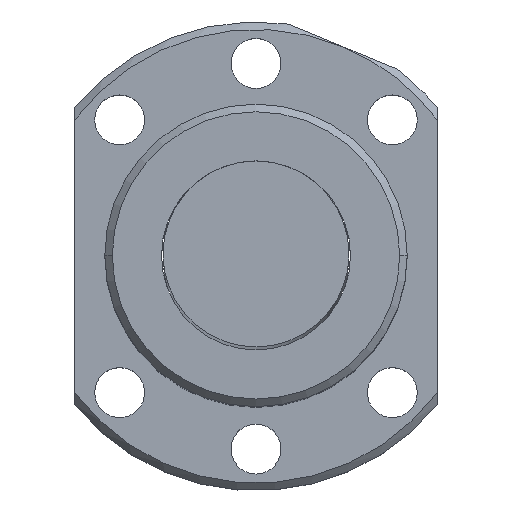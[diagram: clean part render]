
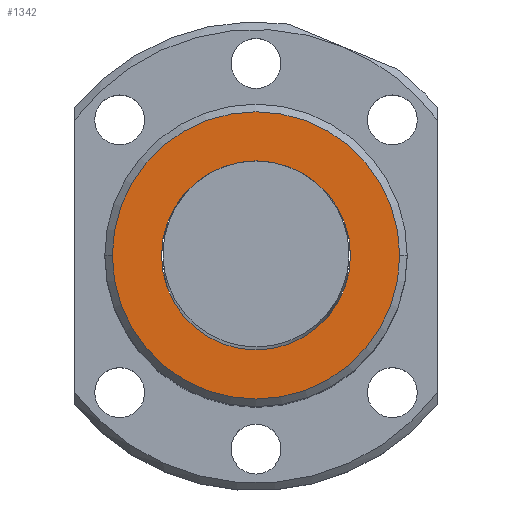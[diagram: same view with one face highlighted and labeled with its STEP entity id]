
A CAD part, top view. The second image highlights one B-rep face of the part: STEP entity #1342.
In plain terms, the highlighted face is planar.
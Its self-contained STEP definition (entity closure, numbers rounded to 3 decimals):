
#33 = CARTESIAN_POINT ( 'NONE',  ( 0., 0., -80. ) ) ;
#36 = ORIENTED_EDGE ( 'NONE', *, *, #1367, .F. ) ;
#76 = AXIS2_PLACEMENT_3D ( 'NONE', #1289, #1287, #1285 ) ;
#131 = VERTEX_POINT ( 'NONE', #513 ) ;
#167 = ORIENTED_EDGE ( 'NONE', *, *, #1502, .F. ) ;
#194 = EDGE_LOOP ( 'NONE', ( #167, #657 ) ) ;
#201 = VERTEX_POINT ( 'NONE', #1146 ) ;
#338 = EDGE_LOOP ( 'NONE', ( #36, #1010 ) ) ;
#508 = CARTESIAN_POINT ( 'NONE',  ( 12.5, 0., -80. ) ) ;
#513 = CARTESIAN_POINT ( 'NONE',  ( -12.5, 0., -80. ) ) ;
#544 = AXIS2_PLACEMENT_3D ( 'NONE', #1019, #1008, #1006 ) ;
#575 = CIRCLE ( 'NONE', #942, 12.5 ) ;
#657 = ORIENTED_EDGE ( 'NONE', *, *, #1174, .F. ) ;
#673 = DIRECTION ( 'NONE',  ( 1., 0., 0. ) ) ;
#674 = DIRECTION ( 'NONE',  ( 0., 0., -1. ) ) ;
#676 = CARTESIAN_POINT ( 'NONE',  ( 0., 0., -80. ) ) ;
#682 = AXIS2_PLACEMENT_3D ( 'NONE', #1533, #1531, #1529 ) ;
#701 = CARTESIAN_POINT ( 'NONE',  ( -19., 0., -80. ) ) ;
#722 = CIRCLE ( 'NONE', #885, 19. ) ;
#727 = CIRCLE ( 'NONE', #544, 12.5 ) ;
#765 = FACE_OUTER_BOUND ( 'NONE', #194, .T. ) ;
#858 = FACE_BOUND ( 'NONE', #338, .T. ) ;
#869 = DIRECTION ( 'NONE',  ( 1., 0., 0. ) ) ;
#885 = AXIS2_PLACEMENT_3D ( 'NONE', #33, #1643, #869 ) ;
#932 = CIRCLE ( 'NONE', #76, 19. ) ;
#942 = AXIS2_PLACEMENT_3D ( 'NONE', #676, #674, #673 ) ;
#1006 = DIRECTION ( 'NONE',  ( 1., 0., 0. ) ) ;
#1008 = DIRECTION ( 'NONE',  ( 0., 0., -1. ) ) ;
#1010 = ORIENTED_EDGE ( 'NONE', *, *, #1688, .F. ) ;
#1019 = CARTESIAN_POINT ( 'NONE',  ( 0., 0., -80. ) ) ;
#1146 = CARTESIAN_POINT ( 'NONE',  ( 19., 0., -80. ) ) ;
#1174 = EDGE_CURVE ( 'NONE', #1630, #201, #932, .T. ) ;
#1285 = DIRECTION ( 'NONE',  ( 1., 0., 0. ) ) ;
#1287 = DIRECTION ( 'NONE',  ( 0., 0., 1. ) ) ;
#1289 = CARTESIAN_POINT ( 'NONE',  ( 0., 0., -80. ) ) ;
#1342 = ADVANCED_FACE ( 'NONE', ( #858, #765 ), #1566, .F. ) ;
#1367 = EDGE_CURVE ( 'NONE', #1785, #131, #727, .T. ) ;
#1502 = EDGE_CURVE ( 'NONE', #201, #1630, #722, .T. ) ;
#1529 = DIRECTION ( 'NONE',  ( 1., 0., 0. ) ) ;
#1531 = DIRECTION ( 'NONE',  ( 0., 0., 1. ) ) ;
#1533 = CARTESIAN_POINT ( 'NONE',  ( -19.228, -19.228, -80. ) ) ;
#1566 = PLANE ( 'NONE',  #682 ) ;
#1630 = VERTEX_POINT ( 'NONE', #701 ) ;
#1643 = DIRECTION ( 'NONE',  ( 0., 0., 1. ) ) ;
#1688 = EDGE_CURVE ( 'NONE', #131, #1785, #575, .T. ) ;
#1785 = VERTEX_POINT ( 'NONE', #508 ) ;
